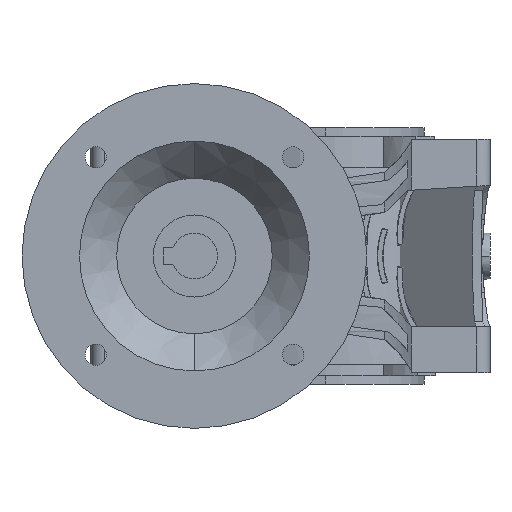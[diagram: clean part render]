
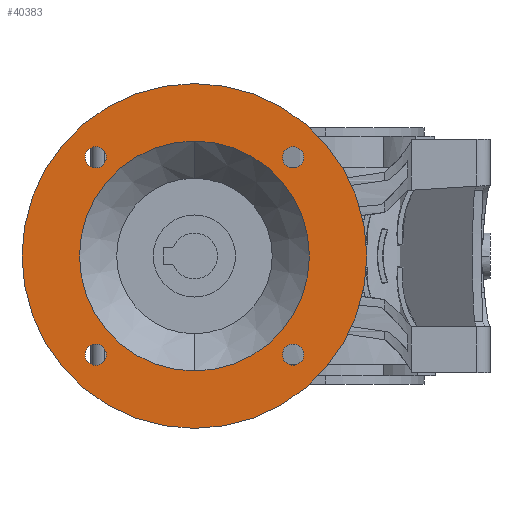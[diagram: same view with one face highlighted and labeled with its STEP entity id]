
A CAD part, left-side view. The second image highlights one B-rep face of the part: STEP entity #40383.
In plain terms, the highlighted planar face has unit normal (-1, 0, 0).
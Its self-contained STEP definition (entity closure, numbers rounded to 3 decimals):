
#39904=CARTESIAN_POINT('',(-16.,0.,0.));
#39905=DIRECTION('',(-1.,0.,0.));
#39906=DIRECTION('',(0.,0.,1.));
#39907=AXIS2_PLACEMENT_3D('',#39904,#39905,#39906);
#39909=CARTESIAN_POINT('',(-16.,0.,0.));
#39910=DIRECTION('',(-1.,0.,0.));
#39911=DIRECTION('',(0.,0.,-1.));
#39912=AXIS2_PLACEMENT_3D('',#39909,#39910,#39911);
#39914=CARTESIAN_POINT('',(-16.,30.052,-30.052));
#39915=DIRECTION('',(1.,0.,0.));
#39916=DIRECTION('',(0.,0.,-1.));
#39917=AXIS2_PLACEMENT_3D('',#39914,#39915,#39916);
#39919=CARTESIAN_POINT('',(-16.,30.052,-30.052));
#39920=DIRECTION('',(1.,0.,0.));
#39921=DIRECTION('',(0.,0.,1.));
#39922=AXIS2_PLACEMENT_3D('',#39919,#39920,#39921);
#39924=CARTESIAN_POINT('',(-16.,-30.052,-30.052));
#39925=DIRECTION('',(1.,0.,0.));
#39926=DIRECTION('',(0.,0.,-1.));
#39927=AXIS2_PLACEMENT_3D('',#39924,#39925,#39926);
#39929=CARTESIAN_POINT('',(-16.,-30.052,-30.052));
#39930=DIRECTION('',(1.,0.,0.));
#39931=DIRECTION('',(0.,0.,1.));
#39932=AXIS2_PLACEMENT_3D('',#39929,#39930,#39931);
#39934=CARTESIAN_POINT('',(-16.,-30.052,30.052));
#39935=DIRECTION('',(1.,0.,0.));
#39936=DIRECTION('',(0.,0.,-1.));
#39937=AXIS2_PLACEMENT_3D('',#39934,#39935,#39936);
#39939=CARTESIAN_POINT('',(-16.,-30.052,30.052));
#39940=DIRECTION('',(1.,0.,0.));
#39941=DIRECTION('',(0.,0.,1.));
#39942=AXIS2_PLACEMENT_3D('',#39939,#39940,#39941);
#39944=CARTESIAN_POINT('',(-16.,30.052,30.052));
#39945=DIRECTION('',(1.,0.,0.));
#39946=DIRECTION('',(0.,0.,-1.));
#39947=AXIS2_PLACEMENT_3D('',#39944,#39945,#39946);
#39949=CARTESIAN_POINT('',(-16.,30.052,30.052));
#39950=DIRECTION('',(1.,0.,0.));
#39951=DIRECTION('',(0.,0.,1.));
#39952=AXIS2_PLACEMENT_3D('',#39949,#39950,#39951);
#39954=CARTESIAN_POINT('',(-16.,0.,0.));
#39955=DIRECTION('',(1.,0.,0.));
#39956=DIRECTION('',(0.,0.,-1.));
#39957=AXIS2_PLACEMENT_3D('',#39954,#39955,#39956);
#39959=CARTESIAN_POINT('',(-16.,0.,0.));
#39960=DIRECTION('',(1.,0.,0.));
#39961=DIRECTION('',(0.,0.,1.));
#39962=AXIS2_PLACEMENT_3D('',#39959,#39960,#39961);
#40178=CARTESIAN_POINT('',(-16.,30.052,-33.302));
#40180=VERTEX_POINT('',#40178);
#40184=CARTESIAN_POINT('',(-16.,30.052,-26.802));
#40185=VERTEX_POINT('',#40184);
#40190=CARTESIAN_POINT('',(-16.,-30.052,-33.302));
#40191=VERTEX_POINT('',#40190);
#40192=CARTESIAN_POINT('',(-16.,-30.052,-26.802));
#40193=VERTEX_POINT('',#40192);
#40198=CARTESIAN_POINT('',(-16.,-30.052,26.802));
#40199=VERTEX_POINT('',#40198);
#40200=CARTESIAN_POINT('',(-16.,-30.052,33.302));
#40201=VERTEX_POINT('',#40200);
#40206=CARTESIAN_POINT('',(-16.,30.052,26.802));
#40207=VERTEX_POINT('',#40206);
#40208=CARTESIAN_POINT('',(-16.,30.052,33.302));
#40209=VERTEX_POINT('',#40208);
#40222=CARTESIAN_POINT('',(-16.,0.,-52.5));
#40223=VERTEX_POINT('',#40222);
#40224=CARTESIAN_POINT('',(-16.,0.,52.5));
#40225=VERTEX_POINT('',#40224);
#40230=CARTESIAN_POINT('',(-16.,0.,-35.));
#40231=VERTEX_POINT('',#40230);
#40232=CARTESIAN_POINT('',(-16.,0.,35.));
#40233=VERTEX_POINT('',#40232);
#40344=CARTESIAN_POINT('',(-16.,35.,0.));
#40345=DIRECTION('',(1.,0.,0.));
#40346=DIRECTION('',(0.,0.,-1.));
#40347=AXIS2_PLACEMENT_3D('',#40344,#40345,#40346);
#40348=PLANE('',#40347);
#40350=ORIENTED_EDGE('',*,*,#40349,.F.);
#40352=ORIENTED_EDGE('',*,*,#40351,.F.);
#40353=EDGE_LOOP('',(#40350,#40352));
#40354=FACE_OUTER_BOUND('',#40353,.F.);
#40356=ORIENTED_EDGE('',*,*,#40355,.F.);
#40358=ORIENTED_EDGE('',*,*,#40357,.F.);
#40359=EDGE_LOOP('',(#40356,#40358));
#40360=FACE_BOUND('',#40359,.F.);
#40362=ORIENTED_EDGE('',*,*,#40361,.F.);
#40364=ORIENTED_EDGE('',*,*,#40363,.F.);
#40365=EDGE_LOOP('',(#40362,#40364));
#40366=FACE_BOUND('',#40365,.F.);
#40368=ORIENTED_EDGE('',*,*,#40367,.F.);
#40370=ORIENTED_EDGE('',*,*,#40369,.F.);
#40371=EDGE_LOOP('',(#40368,#40370));
#40372=FACE_BOUND('',#40371,.F.);
#40374=ORIENTED_EDGE('',*,*,#40373,.F.);
#40376=ORIENTED_EDGE('',*,*,#40375,.F.);
#40377=EDGE_LOOP('',(#40374,#40376));
#40378=FACE_BOUND('',#40377,.F.);
#40379=ORIENTED_EDGE('',*,*,#40337,.F.);
#40380=ORIENTED_EDGE('',*,*,#40324,.F.);
#40381=EDGE_LOOP('',(#40379,#40380));
#40382=FACE_BOUND('',#40381,.F.);
#40383=ADVANCED_FACE('',(#40354,#40360,#40366,#40372,#40378,#40382),#40348,.F.);
#39908=CIRCLE('',#39907,52.5);
#39913=CIRCLE('',#39912,52.5);
#39918=CIRCLE('',#39917,3.25);
#39923=CIRCLE('',#39922,3.25);
#39928=CIRCLE('',#39927,3.25);
#39933=CIRCLE('',#39932,3.25);
#39938=CIRCLE('',#39937,3.25);
#39943=CIRCLE('',#39942,3.25);
#39948=CIRCLE('',#39947,3.25);
#39953=CIRCLE('',#39952,3.25);
#39958=CIRCLE('',#39957,35.);
#39963=CIRCLE('',#39962,35.);
#40324=EDGE_CURVE('',#40233,#40231,#39963,.T.);
#40337=EDGE_CURVE('',#40231,#40233,#39958,.T.);
#40349=EDGE_CURVE('',#40225,#40223,#39908,.T.);
#40351=EDGE_CURVE('',#40223,#40225,#39913,.T.);
#40355=EDGE_CURVE('',#40180,#40185,#39918,.T.);
#40357=EDGE_CURVE('',#40185,#40180,#39923,.T.);
#40361=EDGE_CURVE('',#40191,#40193,#39928,.T.);
#40363=EDGE_CURVE('',#40193,#40191,#39933,.T.);
#40367=EDGE_CURVE('',#40199,#40201,#39938,.T.);
#40369=EDGE_CURVE('',#40201,#40199,#39943,.T.);
#40373=EDGE_CURVE('',#40207,#40209,#39948,.T.);
#40375=EDGE_CURVE('',#40209,#40207,#39953,.T.);
